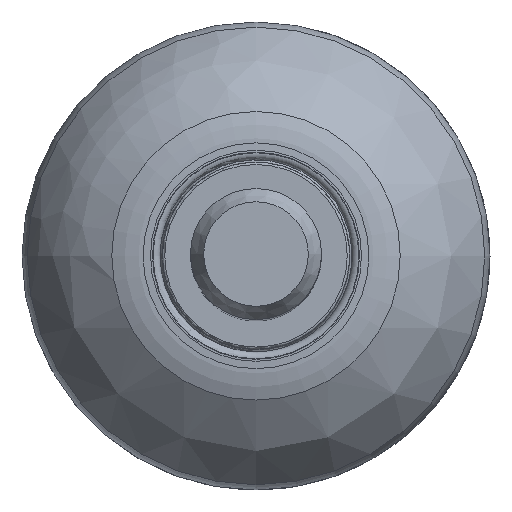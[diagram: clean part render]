
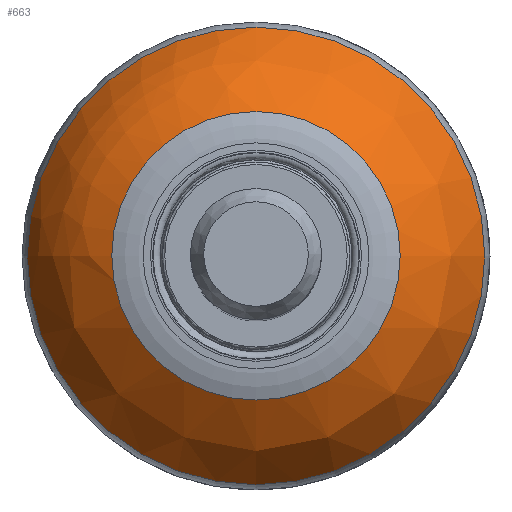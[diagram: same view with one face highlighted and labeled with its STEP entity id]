
A CAD part, top view. The second image highlights one B-rep face of the part: STEP entity #663.
In plain terms, the highlighted free-form (B-spline) face has degree [2, 2] with [3, 9] control points.
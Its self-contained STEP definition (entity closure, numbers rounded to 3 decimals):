
#40=(
BOUNDED_SURFACE()
B_SPLINE_SURFACE(2,2,((#1220,#1221,#1222,#1223,#1224,#1225,#1226,#1227,
#1228),(#1229,#1230,#1231,#1232,#1233,#1234,#1235,#1236,#1237),(#1238,#1239,
#1240,#1241,#1242,#1243,#1244,#1245,#1246)),.UNSPECIFIED.,.F.,.T.,.F.)
B_SPLINE_SURFACE_WITH_KNOTS((3,3),(3,2,2,2,3),(0.375,1.144),
(-3.142,-1.571,0.,1.571,3.142),
 .UNSPECIFIED.)
GEOMETRIC_REPRESENTATION_ITEM()
RATIONAL_B_SPLINE_SURFACE(((1.,0.707,1.,0.707,1.,
0.707,1.,0.707,1.),(0.927,0.655,
0.927,0.655,0.927,0.655,
0.927,0.655,0.927),(1.,0.707,
1.,0.707,1.,0.707,1.,0.707,1.)))
REPRESENTATION_ITEM('')
SURFACE()
);
#78=FACE_OUTER_BOUND('',#123,.T.);
#123=EDGE_LOOP('',(#496,#497,#498,#499));
#222=CIRCLE('',#794,15.408);
#223=CIRCLE('',#795,17.474);
#224=CIRCLE('',#796,24.438);
#301=VERTEX_POINT('',#1247);
#302=VERTEX_POINT('',#1249);
#373=EDGE_CURVE('',#301,#301,#222,.T.);
#374=EDGE_CURVE('',#301,#302,#223,.T.);
#375=EDGE_CURVE('',#302,#302,#224,.T.);
#496=ORIENTED_EDGE('',*,*,#373,.T.);
#497=ORIENTED_EDGE('',*,*,#374,.T.);
#498=ORIENTED_EDGE('',*,*,#375,.F.);
#499=ORIENTED_EDGE('',*,*,#374,.F.);
#663=ADVANCED_FACE('',(#78),#40,.F.);
#794=AXIS2_PLACEMENT_3D('',#1248,#954,#955);
#795=AXIS2_PLACEMENT_3D('',#1250,#956,#957);
#796=AXIS2_PLACEMENT_3D('',#1251,#958,#959);
#954=DIRECTION('center_axis',(0.,0.,
-1.));
#955=DIRECTION('ref_axis',(0.,1.,0.));
#956=DIRECTION('center_axis',(0.,-1.,0.));
#957=DIRECTION('ref_axis',(-1.,0.,0.));
#958=DIRECTION('center_axis',(0.,0.,
-1.));
#959=DIRECTION('ref_axis',(0.,1.,0.));
#1220=CARTESIAN_POINT('Ctrl Pts',(-24.438,0.,
-7.373));
#1221=CARTESIAN_POINT('Ctrl Pts',(-24.438,-24.438,-7.373));
#1222=CARTESIAN_POINT('Ctrl Pts',(0.,-24.438,
-7.373));
#1223=CARTESIAN_POINT('Ctrl Pts',(24.438,-24.438,-7.373));
#1224=CARTESIAN_POINT('Ctrl Pts',(24.438,0.,
-7.373));
#1225=CARTESIAN_POINT('Ctrl Pts',(24.438,24.438,-7.373));
#1226=CARTESIAN_POINT('Ctrl Pts',(0.,24.438,
-7.373));
#1227=CARTESIAN_POINT('Ctrl Pts',(-24.438,24.438,-7.373));
#1228=CARTESIAN_POINT('Ctrl Pts',(-24.438,0.,
-7.373));
#1229=CARTESIAN_POINT('Ctrl Pts',(-21.847,0.,
-0.792));
#1230=CARTESIAN_POINT('Ctrl Pts',(-21.847,-21.847,-0.792));
#1231=CARTESIAN_POINT('Ctrl Pts',(0.,-21.847,
-0.792));
#1232=CARTESIAN_POINT('Ctrl Pts',(21.847,-21.847,-0.792));
#1233=CARTESIAN_POINT('Ctrl Pts',(21.847,0.,
-0.792));
#1234=CARTESIAN_POINT('Ctrl Pts',(21.847,21.847,-0.792));
#1235=CARTESIAN_POINT('Ctrl Pts',(0.,21.847,
-0.792));
#1236=CARTESIAN_POINT('Ctrl Pts',(-21.847,21.847,-0.792));
#1237=CARTESIAN_POINT('Ctrl Pts',(-21.847,0.,
-0.792));
#1238=CARTESIAN_POINT('Ctrl Pts',(-15.408,0.,
2.134));
#1239=CARTESIAN_POINT('Ctrl Pts',(-15.408,-15.408,2.134));
#1240=CARTESIAN_POINT('Ctrl Pts',(0.,-15.408,
2.134));
#1241=CARTESIAN_POINT('Ctrl Pts',(15.408,-15.408,2.134));
#1242=CARTESIAN_POINT('Ctrl Pts',(15.408,0.,
2.134));
#1243=CARTESIAN_POINT('Ctrl Pts',(15.408,15.408,2.134));
#1244=CARTESIAN_POINT('Ctrl Pts',(0.,15.408,
2.134));
#1245=CARTESIAN_POINT('Ctrl Pts',(-15.408,15.408,2.134));
#1246=CARTESIAN_POINT('Ctrl Pts',(-15.408,0.,
2.134));
#1247=CARTESIAN_POINT('',(-15.408,0.,2.134));
#1248=CARTESIAN_POINT('Origin',(0.,0.,
2.134));
#1249=CARTESIAN_POINT('',(-24.438,0.,-7.373));
#1250=CARTESIAN_POINT('Origin',(-8.179,0.,
-13.774));
#1251=CARTESIAN_POINT('Origin',(0.,0.,
-7.373));
